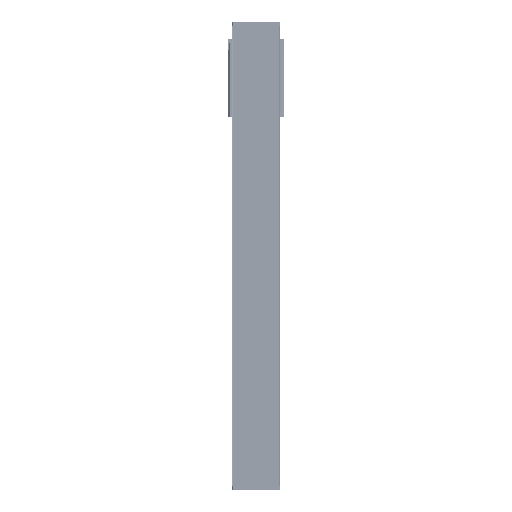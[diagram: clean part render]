
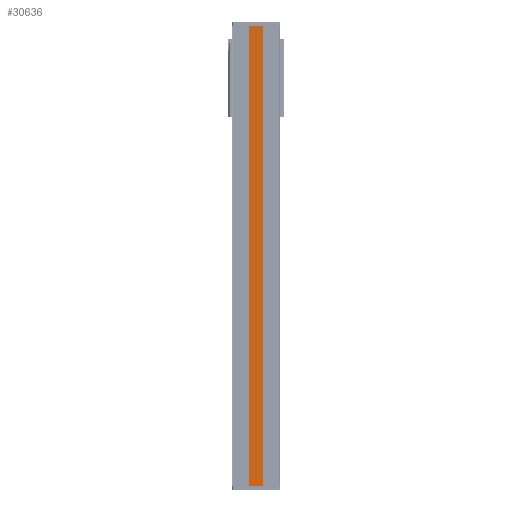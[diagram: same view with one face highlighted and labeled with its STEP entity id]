
A CAD part, front view. The second image highlights one B-rep face of the part: STEP entity #30636.
In plain terms, the highlighted planar face has unit normal (0, -1, 0).
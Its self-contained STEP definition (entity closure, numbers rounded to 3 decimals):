
#5542 = AXIS2_PLACEMENT_3D ( 'NONE', #96946, #6654, #59416 ) ;
#6654 = DIRECTION ( 'NONE',  ( 0., -1., 0. ) ) ;
#9181 = EDGE_CURVE ( 'NONE', #26617, #37795, #29128, .T. ) ;
#9858 = EDGE_CURVE ( 'NONE', #46479, #26617, #74953, .T. ) ;
#10125 = VECTOR ( 'NONE', #11073, 1000. ) ;
#10531 = DIRECTION ( 'NONE',  ( 1., 0., 0. ) ) ;
#11073 = DIRECTION ( 'NONE',  ( 1., 0., 0. ) ) ;
#12708 = VECTOR ( 'NONE', #10531, 1000. ) ;
#22145 = EDGE_LOOP ( 'NONE', ( #25062, #34807, #39812, #33735 ) ) ;
#25062 = ORIENTED_EDGE ( 'NONE', *, *, #79524, .F. ) ;
#26617 = VERTEX_POINT ( 'NONE', #47694 ) ;
#29128 = LINE ( 'NONE', #40145, #46797 ) ;
#30636 = ADVANCED_FACE ( 'NONE', ( #43702 ), #51821, .T. ) ;
#33735 = ORIENTED_EDGE ( 'NONE', *, *, #9181, .T. ) ;
#34807 = ORIENTED_EDGE ( 'NONE', *, *, #58572, .F. ) ;
#37795 = VERTEX_POINT ( 'NONE', #38629 ) ;
#38629 = CARTESIAN_POINT ( 'NONE',  ( 30., 3., 0. ) ) ;
#39812 = ORIENTED_EDGE ( 'NONE', *, *, #9858, .T. ) ;
#40145 = CARTESIAN_POINT ( 'NONE',  ( 30., 3., -1970. ) ) ;
#43702 = FACE_OUTER_BOUND ( 'NONE', #22145, .T. ) ;
#46479 = VERTEX_POINT ( 'NONE', #56362 ) ;
#46797 = VECTOR ( 'NONE', #92850, 1000. ) ;
#47694 = CARTESIAN_POINT ( 'NONE',  ( 30., 3., -1970. ) ) ;
#51821 = PLANE ( 'NONE',  #5542 ) ;
#52784 = LINE ( 'NONE', #63240, #12708 ) ;
#54113 = VECTOR ( 'NONE', #65907, 1000. ) ;
#56362 = CARTESIAN_POINT ( 'NONE',  ( -30., 3., -1970. ) ) ;
#56472 = LINE ( 'NONE', #65564, #54113 ) ;
#58572 = EDGE_CURVE ( 'NONE', #46479, #70321, #56472, .T. ) ;
#59416 = DIRECTION ( 'NONE',  ( 0., 0., -1. ) ) ;
#63240 = CARTESIAN_POINT ( 'NONE',  ( 0., 3., 0. ) ) ;
#65564 = CARTESIAN_POINT ( 'NONE',  ( -30., 3., -1970. ) ) ;
#65907 = DIRECTION ( 'NONE',  ( 0., 0., 1. ) ) ;
#70321 = VERTEX_POINT ( 'NONE', #86655 ) ;
#74953 = LINE ( 'NONE', #93726, #10125 ) ;
#79524 = EDGE_CURVE ( 'NONE', #70321, #37795, #52784, .T. ) ;
#86655 = CARTESIAN_POINT ( 'NONE',  ( -30., 3., 0. ) ) ;
#92850 = DIRECTION ( 'NONE',  ( 0., 0., 1. ) ) ;
#93726 = CARTESIAN_POINT ( 'NONE',  ( 0., 3., -1970. ) ) ;
#96946 = CARTESIAN_POINT ( 'NONE',  ( 0., 3., -1970. ) ) ;
